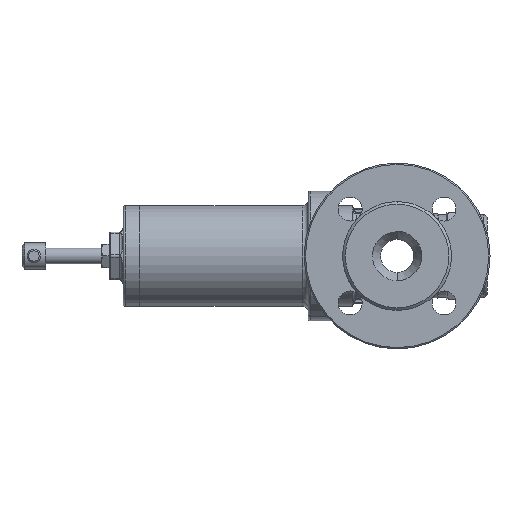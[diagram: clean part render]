
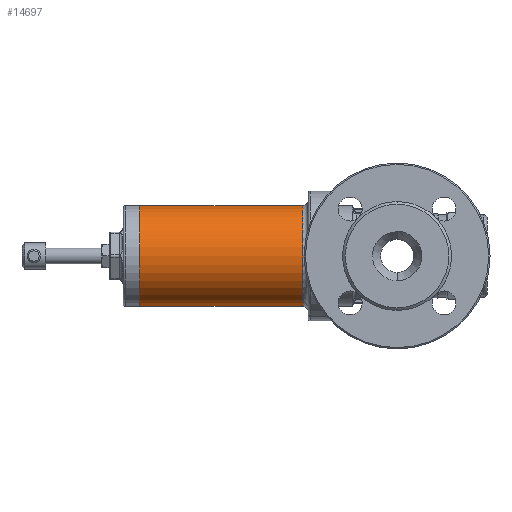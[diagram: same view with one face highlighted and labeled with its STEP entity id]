
A CAD part, left-side view. The second image highlights one B-rep face of the part: STEP entity #14697.
In plain terms, the highlighted cylindrical face has radius 38 mm (diameter 76 mm), a partial arc.
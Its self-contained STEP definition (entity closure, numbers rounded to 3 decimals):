
#282 = AXIS2_PLACEMENT_3D ( 'NONE', #10420, #10607, #4975 ) ;
#707 = CIRCLE ( 'NONE', #4846, 38. ) ;
#1443 = CARTESIAN_POINT ( 'NONE',  ( 0., 195.5, -38. ) ) ;
#1707 = ORIENTED_EDGE ( 'NONE', *, *, #13460, .T. ) ;
#1885 = DIRECTION ( 'NONE',  ( 0., -1., 0. ) ) ;
#2481 = CARTESIAN_POINT ( 'NONE',  ( 0., 67.5, 0. ) ) ;
#2833 = ORIENTED_EDGE ( 'NONE', *, *, #8213, .T. ) ;
#3725 = LINE ( 'NONE', #15714, #15747 ) ;
#3732 = VERTEX_POINT ( 'NONE', #7357 ) ;
#3812 = EDGE_CURVE ( 'NONE', #9286, #14952, #4976, .T. ) ;
#4654 = DIRECTION ( 'NONE',  ( 0., 0., -1. ) ) ;
#4846 = AXIS2_PLACEMENT_3D ( 'NONE', #2481, #9497, #12392 ) ;
#4975 = DIRECTION ( 'NONE',  ( 0., 0., 1. ) ) ;
#4976 = CIRCLE ( 'NONE', #18463, 38. ) ;
#6102 = CARTESIAN_POINT ( 'NONE',  ( 0., 194., 38. ) ) ;
#7357 = CARTESIAN_POINT ( 'NONE',  ( 0., 67.5, -38. ) ) ;
#7511 = EDGE_LOOP ( 'NONE', ( #10212, #2833, #1707, #10458 ) ) ;
#8213 = EDGE_CURVE ( 'NONE', #14952, #3732, #17826, .T. ) ;
#8707 = DIRECTION ( 'NONE',  ( 0., -1., 0. ) ) ;
#9286 = VERTEX_POINT ( 'NONE', #6102 ) ;
#9497 = DIRECTION ( 'NONE',  ( 0., 1., 0. ) ) ;
#9647 = EDGE_CURVE ( 'NONE', #9286, #11982, #3725, .T. ) ;
#9851 = CYLINDRICAL_SURFACE ( 'NONE', #282, 38. ) ;
#10212 = ORIENTED_EDGE ( 'NONE', *, *, #3812, .T. ) ;
#10420 = CARTESIAN_POINT ( 'NONE',  ( 0., 195.5, 0. ) ) ;
#10458 = ORIENTED_EDGE ( 'NONE', *, *, #9647, .F. ) ;
#10607 = DIRECTION ( 'NONE',  ( 0., -1., 0. ) ) ;
#11982 = VERTEX_POINT ( 'NONE', #13903 ) ;
#12392 = DIRECTION ( 'NONE',  ( 0., 0., -1. ) ) ;
#12700 = CARTESIAN_POINT ( 'NONE',  ( 0., 194., -38. ) ) ;
#13305 = CARTESIAN_POINT ( 'NONE',  ( 0., 194., 0. ) ) ;
#13460 = EDGE_CURVE ( 'NONE', #3732, #11982, #707, .T. ) ;
#13903 = CARTESIAN_POINT ( 'NONE',  ( 0., 67.5, 38. ) ) ;
#14154 = DIRECTION ( 'NONE',  ( 0., -1., 0. ) ) ;
#14697 = ADVANCED_FACE ( 'NONE', ( #16541 ), #9851, .T. ) ;
#14952 = VERTEX_POINT ( 'NONE', #12700 ) ;
#15714 = CARTESIAN_POINT ( 'NONE',  ( 0., 195.5, 38. ) ) ;
#15747 = VECTOR ( 'NONE', #14154, 1000. ) ;
#16541 = FACE_OUTER_BOUND ( 'NONE', #7511, .T. ) ;
#17602 = VECTOR ( 'NONE', #8707, 1000. ) ;
#17826 = LINE ( 'NONE', #1443, #17602 ) ;
#18463 = AXIS2_PLACEMENT_3D ( 'NONE', #13305, #1885, #4654 ) ;
